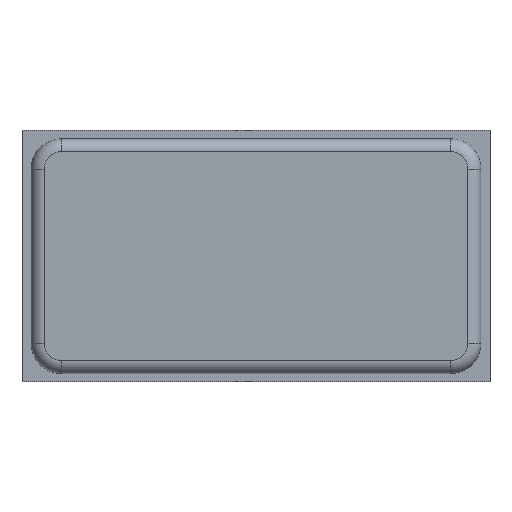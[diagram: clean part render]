
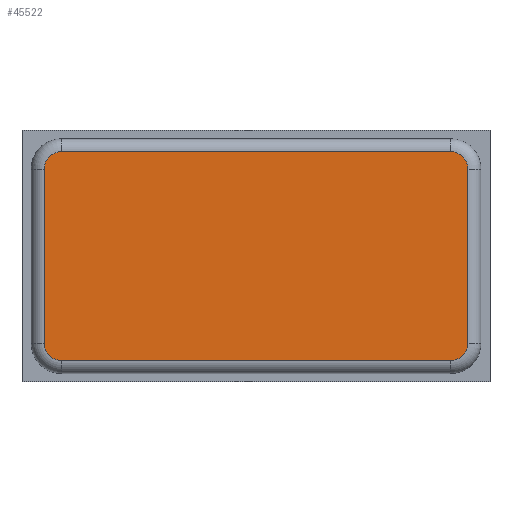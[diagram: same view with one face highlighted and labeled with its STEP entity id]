
A CAD part, top view. The second image highlights one B-rep face of the part: STEP entity #45522.
In plain terms, the highlighted face is planar.
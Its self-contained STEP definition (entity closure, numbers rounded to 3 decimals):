
#45522 = ADVANCED_FACE('',(#45523),#45593,.F.);
#45523 = FACE_BOUND('',#45524,.T.);
#45524 = EDGE_LOOP('',(#45525,#45536,#45544,#45553,#45561,#45570,#45578,
    #45587));
#45525 = ORIENTED_EDGE('',*,*,#45526,.T.);
#45526 = EDGE_CURVE('',#45527,#45529,#45531,.T.);
#45527 = VERTEX_POINT('',#45528);
#45528 = CARTESIAN_POINT('',(12.05,0.3,-22.45));
#45529 = VERTEX_POINT('',#45530);
#45530 = CARTESIAN_POINT('',(10.05,0.3,-24.45));
#45531 = CIRCLE('',#45532,2.);
#45532 = AXIS2_PLACEMENT_3D('',#45533,#45534,#45535);
#45533 = CARTESIAN_POINT('',(10.05,0.3,
    -22.45));
#45534 = DIRECTION('',(-0.,1.,0.));
#45535 = DIRECTION('',(1.,0.,0.));
#45536 = ORIENTED_EDGE('',*,*,#45537,.T.);
#45537 = EDGE_CURVE('',#45529,#45538,#45540,.T.);
#45538 = VERTEX_POINT('',#45539);
#45539 = CARTESIAN_POINT('',(-10.05,0.3,-24.45));
#45540 = LINE('',#45541,#45542);
#45541 = CARTESIAN_POINT('',(10.05,0.3,
    -24.45));
#45542 = VECTOR('',#45543,1.);
#45543 = DIRECTION('',(-1.,0.,0.));
#45544 = ORIENTED_EDGE('',*,*,#45545,.F.);
#45545 = EDGE_CURVE('',#45546,#45538,#45548,.T.);
#45546 = VERTEX_POINT('',#45547);
#45547 = CARTESIAN_POINT('',(-12.05,0.3,-22.45));
#45548 = CIRCLE('',#45549,2.);
#45549 = AXIS2_PLACEMENT_3D('',#45550,#45551,#45552);
#45550 = CARTESIAN_POINT('',(-10.05,0.3,
    -22.45));
#45551 = DIRECTION('',(0.,-1.,0.));
#45552 = DIRECTION('',(-1.,0.,0.));
#45553 = ORIENTED_EDGE('',*,*,#45554,.F.);
#45554 = EDGE_CURVE('',#45555,#45546,#45557,.T.);
#45555 = VERTEX_POINT('',#45556);
#45556 = CARTESIAN_POINT('',(-12.05,0.3,22.45));
#45557 = LINE('',#45558,#45559);
#45558 = CARTESIAN_POINT('',(-12.05,0.3,0.));
#45559 = VECTOR('',#45560,1.);
#45560 = DIRECTION('',(0.,0.,-1.));
#45561 = ORIENTED_EDGE('',*,*,#45562,.T.);
#45562 = EDGE_CURVE('',#45555,#45563,#45565,.T.);
#45563 = VERTEX_POINT('',#45564);
#45564 = CARTESIAN_POINT('',(-10.05,0.3,24.45));
#45565 = CIRCLE('',#45566,2.);
#45566 = AXIS2_PLACEMENT_3D('',#45567,#45568,#45569);
#45567 = CARTESIAN_POINT('',(-10.05,0.3,
    22.45));
#45568 = DIRECTION('',(0.,1.,0.));
#45569 = DIRECTION('',(-1.,0.,0.));
#45570 = ORIENTED_EDGE('',*,*,#45571,.F.);
#45571 = EDGE_CURVE('',#45572,#45563,#45574,.T.);
#45572 = VERTEX_POINT('',#45573);
#45573 = CARTESIAN_POINT('',(10.05,0.3,24.45));
#45574 = LINE('',#45575,#45576);
#45575 = CARTESIAN_POINT('',(10.05,0.3,24.45
    ));
#45576 = VECTOR('',#45577,1.);
#45577 = DIRECTION('',(-1.,0.,0.));
#45578 = ORIENTED_EDGE('',*,*,#45579,.F.);
#45579 = EDGE_CURVE('',#45580,#45572,#45582,.T.);
#45580 = VERTEX_POINT('',#45581);
#45581 = CARTESIAN_POINT('',(12.05,0.3,22.45));
#45582 = CIRCLE('',#45583,2.);
#45583 = AXIS2_PLACEMENT_3D('',#45584,#45585,#45586);
#45584 = CARTESIAN_POINT('',(10.05,0.3,22.45
    ));
#45585 = DIRECTION('',(0.,-1.,0.));
#45586 = DIRECTION('',(1.,0.,0.));
#45587 = ORIENTED_EDGE('',*,*,#45588,.T.);
#45588 = EDGE_CURVE('',#45580,#45527,#45589,.T.);
#45589 = LINE('',#45590,#45591);
#45590 = CARTESIAN_POINT('',(12.05,0.3,0.));
#45591 = VECTOR('',#45592,1.);
#45592 = DIRECTION('',(0.,0.,-1.));
#45593 = PLANE('',#45594);
#45594 = AXIS2_PLACEMENT_3D('',#45595,#45596,#45597);
#45595 = CARTESIAN_POINT('',(10.05,0.3,-22.45));
#45596 = DIRECTION('',(0.,-1.,0.));
#45597 = DIRECTION('',(0.,0.,-1.));
